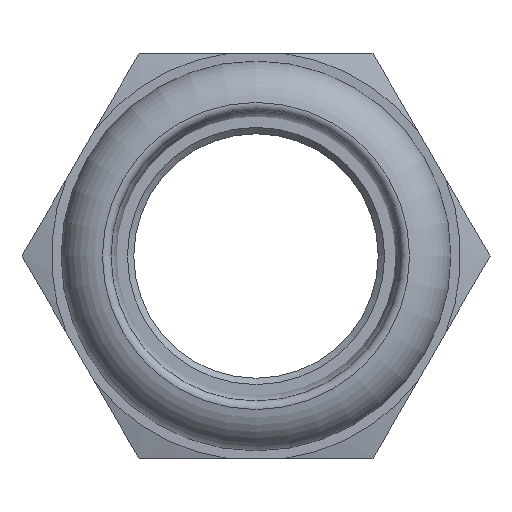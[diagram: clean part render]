
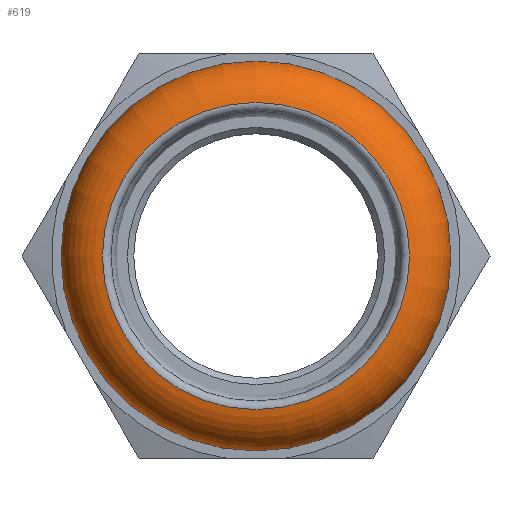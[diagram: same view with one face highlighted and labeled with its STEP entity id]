
A CAD part, front view. The second image highlights one B-rep face of the part: STEP entity #619.
In plain terms, the highlighted toroidal (fillet/blend) face has major radius 11.646 mm and minor radius 3.759 mm.
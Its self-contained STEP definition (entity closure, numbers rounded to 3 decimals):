
#70=TOROIDAL_SURFACE('',#682,11.646,3.759);
#75=FACE_OUTER_BOUND('',#111,.T.);
#111=EDGE_LOOP('',(#427,#428,#429,#430,#431,#432));
#212=CIRCLE('',#683,12.65);
#213=CIRCLE('',#684,12.65);
#214=CIRCLE('',#685,3.759);
#215=CIRCLE('',#686,12.127);
#216=CIRCLE('',#687,12.127);
#257=VERTEX_POINT('',#967);
#258=VERTEX_POINT('',#968);
#259=VERTEX_POINT('',#971);
#260=VERTEX_POINT('',#973);
#325=EDGE_CURVE('',#257,#258,#212,.T.);
#326=EDGE_CURVE('',#258,#257,#213,.T.);
#327=EDGE_CURVE('',#258,#259,#214,.T.);
#328=EDGE_CURVE('',#259,#260,#215,.T.);
#329=EDGE_CURVE('',#260,#259,#216,.T.);
#427=ORIENTED_EDGE('',*,*,#325,.F.);
#428=ORIENTED_EDGE('',*,*,#326,.F.);
#429=ORIENTED_EDGE('',*,*,#327,.T.);
#430=ORIENTED_EDGE('',*,*,#328,.T.);
#431=ORIENTED_EDGE('',*,*,#329,.T.);
#432=ORIENTED_EDGE('',*,*,#327,.F.);
#619=ADVANCED_FACE('',(#75),#70,.T.);
#682=AXIS2_PLACEMENT_3D('',#966,#776,#777);
#683=AXIS2_PLACEMENT_3D('',#969,#778,#779);
#684=AXIS2_PLACEMENT_3D('',#970,#780,#781);
#685=AXIS2_PLACEMENT_3D('',#972,#782,#783);
#686=AXIS2_PLACEMENT_3D('',#974,#784,#785);
#687=AXIS2_PLACEMENT_3D('',#975,#786,#787);
#776=DIRECTION('center_axis',(0.,1.,0.));
#777=DIRECTION('ref_axis',(0.,0.,1.));
#778=DIRECTION('center_axis',(0.,1.,0.));
#779=DIRECTION('ref_axis',(0.,0.,1.));
#780=DIRECTION('center_axis',(0.,1.,0.));
#781=DIRECTION('ref_axis',(0.,0.,1.));
#782=DIRECTION('center_axis',(-1.,0.,0.));
#783=DIRECTION('ref_axis',(0.,0.,-1.));
#784=DIRECTION('center_axis',(0.,1.,0.));
#785=DIRECTION('ref_axis',(0.,0.,1.));
#786=DIRECTION('center_axis',(0.,1.,0.));
#787=DIRECTION('ref_axis',(0.,0.,1.));
#966=CARTESIAN_POINT('Origin',(0.,3.733,0.));
#967=CARTESIAN_POINT('',(0.,7.355,12.65));
#968=CARTESIAN_POINT('',(0.,7.355,-12.65));
#969=CARTESIAN_POINT('Origin',(0.,7.355,0.));
#970=CARTESIAN_POINT('Origin',(0.,7.355,0.));
#971=CARTESIAN_POINT('',(0.,0.005,-12.127));
#972=CARTESIAN_POINT('Origin',(0.,3.733,-11.646));
#973=CARTESIAN_POINT('',(0.,0.005,12.127));
#974=CARTESIAN_POINT('Origin',(0.,0.005,0.));
#975=CARTESIAN_POINT('Origin',(0.,0.005,0.));
